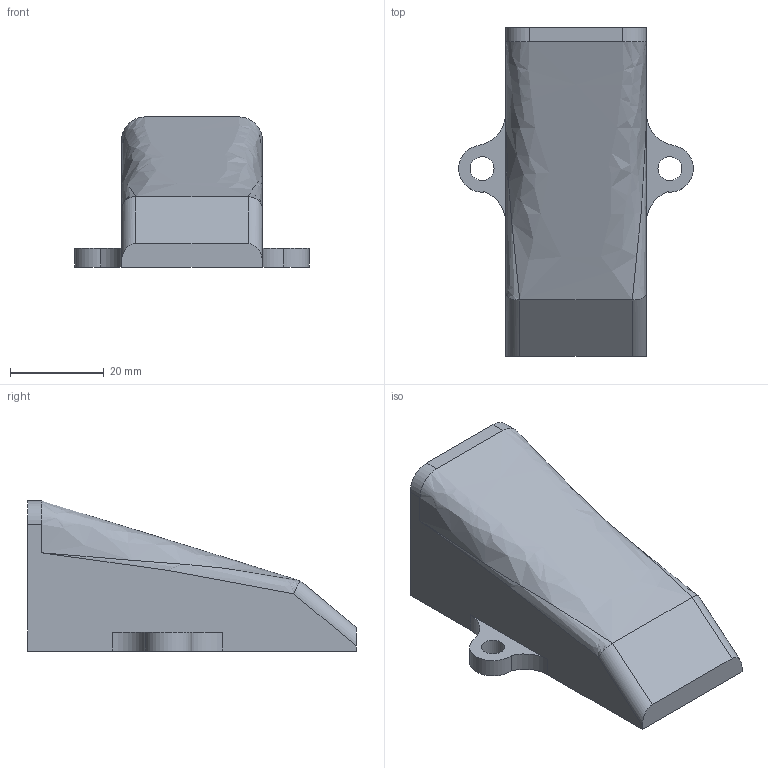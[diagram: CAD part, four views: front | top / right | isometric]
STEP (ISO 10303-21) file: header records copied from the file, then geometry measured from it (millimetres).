
FILE_DESCRIPTION(/* description */ (''),/* implementation_level */ '2;1');
FILE_NAME(/* name */ 'GM_PowerSwitchMount.step',/* time_stamp */ '2023-10-08T10:09:02-07:00',/* author */ (''),/* organization */ (''),/* preprocessor_version */ 'ST-DEVELOPER v20',/* originating_system */ 'Autodesk Translation Framework v12.14.0.127',/* authorisation */ '');
FILE_SCHEMA (('AUTOMOTIVE_DESIGN { 1 0 10303 214 3 1 1 }'));
Length unit declared in the file: millimetre
Products named in the file (1): PowerSwitchMount
Bounding box: 50 x 70 x 32 mm (x, y, z)
Volume: 10901.9 mm3; surface area: 12124.6 mm2
Topology: 1 solids, 1 shells, 41 faces, 109 edges, 69 vertices
Faces by surface type: plane 19, cylinder 14, bspline 8
Full cylindrical faces by diameter (mm): 5.1 x2, 22 x1
Entity records: 1695 total; most frequent: CARTESIAN_POINT 657, ORIENTED_EDGE 214, DIRECTION 193, EDGE_CURVE 107, LINE 73, VECTOR 73, VERTEX_POINT 69, AXIS2_PLACEMENT_3D 60
